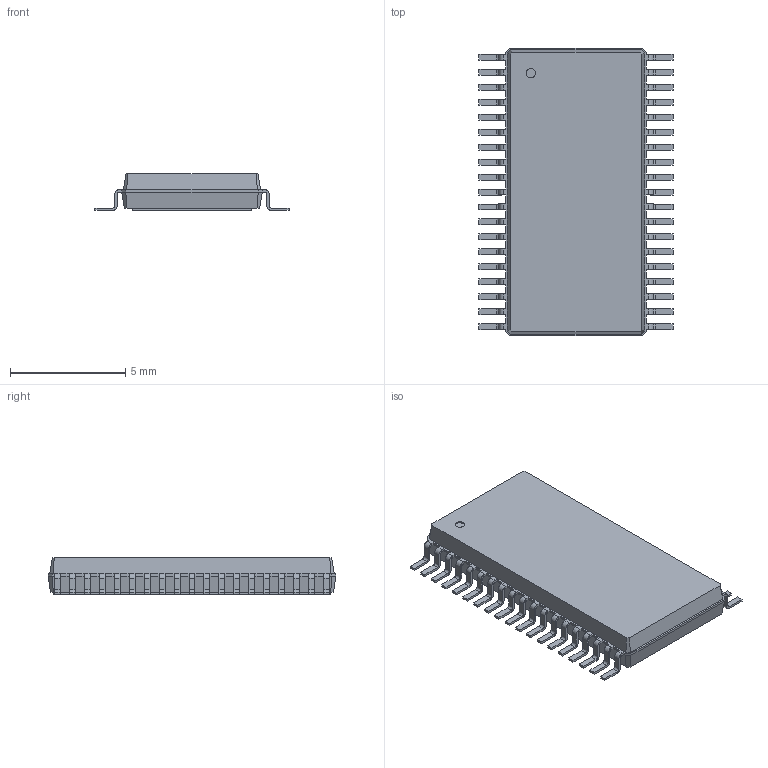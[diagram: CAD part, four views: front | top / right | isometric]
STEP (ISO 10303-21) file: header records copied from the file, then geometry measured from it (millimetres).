
FILE_DESCRIPTION(/* description */ ('model of HTSSOP-38-1EP_6.1x12.5mm_P0.65mm_EP5.2x12.5mm_Mask3.39x6.35mm'),/* implementation_level */ '2;1');
FILE_NAME(/* name */ 'HTSSOP-38-1EP_6.1x12.5mm_P0.65mm_EP5.2x12.5mm_Mask3.39x6.35mm.step',/* time_stamp */ '2018-11-03T20:27:25',/* author */ ('kicad StepUp','ksu'),/* organization */ ('FreeCAD'),/* preprocessor_version */ 'OCC',/* originating_system */ 'kicad StepUp',/* authorisation */ '');
FILE_SCHEMA(('AUTOMOTIVE_DESIGN { 1 0 10303 214 1 1 1 1 }'));
Length unit declared in the file: millimetre
Products named in the file (1): HTSSOP_38_1EP_61x125mm_P065mm_EP52x125mm_Mask339x635mm
Bounding box: 8.43 x 12.5 x 1.6 mm (x, y, z)
Volume: 117.6 mm3; surface area: 253 mm2
Topology: 1 solids, 1 shells, 611 faces, 1645 edges, 1038 vertices
Faces by surface type: plane 396, cylinder 153, bspline 62
Full cylindrical faces by diameter (mm): 0.4 x1
Entity records: 12099 total; most frequent: ORIENTED_EDGE 2812, EDGE_CURVE 1645, CARTESIAN_POINT 1421, LINE 1041, VERTEX_POINT 1038, AXIS2_PLACEMENT_3D 741, FACE_BOUND 613, EDGE_LOOP 613
